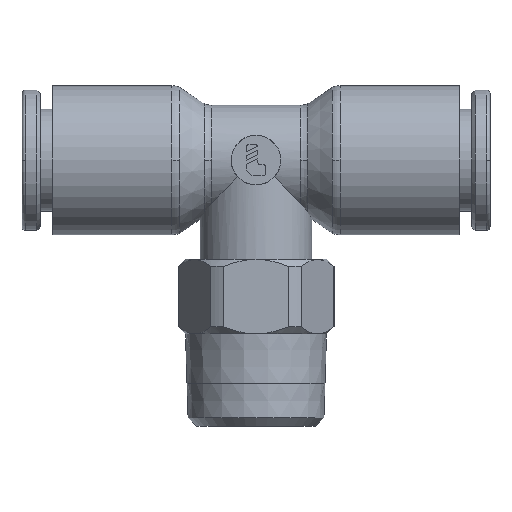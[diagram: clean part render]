
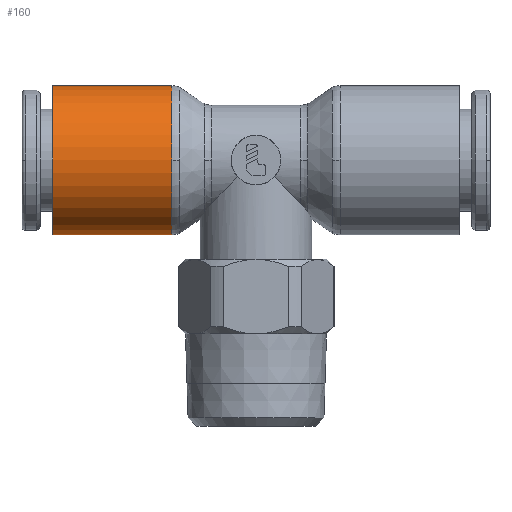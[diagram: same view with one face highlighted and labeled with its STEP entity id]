
A CAD part, top view. The second image highlights one B-rep face of the part: STEP entity #160.
In plain terms, the highlighted cylindrical face has radius 5.25 mm (diameter 10.5 mm), a partial arc.
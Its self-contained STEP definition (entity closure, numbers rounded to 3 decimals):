
#160=ADVANCED_FACE('',(#410),#411,.T.);
#410=FACE_OUTER_BOUND('',#667,.T.);
#411=CYLINDRICAL_SURFACE('',#668,5.25);
#667=EDGE_LOOP('',(#1589,#1590,#1591,#1592,#1593));
#668=AXIS2_PLACEMENT_3D('',#1594,#1595,#1596);
#1589=ORIENTED_EDGE('',*,*,#1677,.T.);
#1590=ORIENTED_EDGE('',*,*,#1672,.F.);
#1591=ORIENTED_EDGE('',*,*,#1944,.F.);
#1592=ORIENTED_EDGE('',*,*,#1679,.T.);
#1593=ORIENTED_EDGE('',*,*,#1943,.T.);
#1594=CARTESIAN_POINT('',(-10.135,0.0,0.0));
#1595=DIRECTION('',(1.0,0.0,0.0));
#1596=DIRECTION('',(0.0,-1.0,0.));
#1672=EDGE_CURVE('',#1992,#1995,#1996,.T.);
#1677=EDGE_CURVE('',#2004,#1995,#2005,.T.);
#1679=EDGE_CURVE('',#2008,#2006,#2009,.T.);
#1943=EDGE_CURVE('',#2006,#2004,#2437,.T.);
#1944=EDGE_CURVE('',#2008,#1992,#2438,.T.);
#1992=VERTEX_POINT('',#2508);
#1995=VERTEX_POINT('',#2511);
#1996=CIRCLE('',#2512,5.25);
#2004=VERTEX_POINT('',#2520);
#2005=LINE('',#2521,#2522);
#2006=VERTEX_POINT('',#2523);
#2008=VERTEX_POINT('',#2525);
#2009=LINE('',#2526,#2527);
#2437=CIRCLE('',#3578,5.25);
#2438=CIRCLE('',#3579,5.25);
#2508=CARTESIAN_POINT('',(-5.925,0.,5.25));
#2511=CARTESIAN_POINT('',(-5.925,-5.25,0.));
#2512=AXIS2_PLACEMENT_3D('',#3644,#3645,#3646);
#2520=CARTESIAN_POINT('',(-14.345,-5.25,0.));
#2521=CARTESIAN_POINT('',(-10.135,-5.25,0.));
#2522=VECTOR('',#3659,1.0);
#2523=CARTESIAN_POINT('',(-14.345,5.25,0.));
#2525=CARTESIAN_POINT('',(-5.925,5.25,0.));
#2526=CARTESIAN_POINT('',(-10.135,5.25,0.));
#2527=VECTOR('',#3663,1.0);
#3578=AXIS2_PLACEMENT_3D('',#4138,#4139,#4140);
#3579=AXIS2_PLACEMENT_3D('',#4141,#4142,#4143);
#3644=CARTESIAN_POINT('',(-5.925,0.0,0.0));
#3645=DIRECTION('',(1.0,0.0,0.0));
#3646=DIRECTION('',(0.0,-1.0,0.));
#3659=DIRECTION('',(1.0,0.0,0.0));
#3663=DIRECTION('',(-1.0,-0.0,-0.0));
#4138=CARTESIAN_POINT('',(-14.345,0.0,0.0));
#4139=DIRECTION('',(1.0,0.0,0.0));
#4140=DIRECTION('',(0.0,-1.0,0.));
#4141=CARTESIAN_POINT('',(-5.925,0.0,0.0));
#4142=DIRECTION('',(1.0,0.0,0.0));
#4143=DIRECTION('',(0.0,-1.0,0.));
